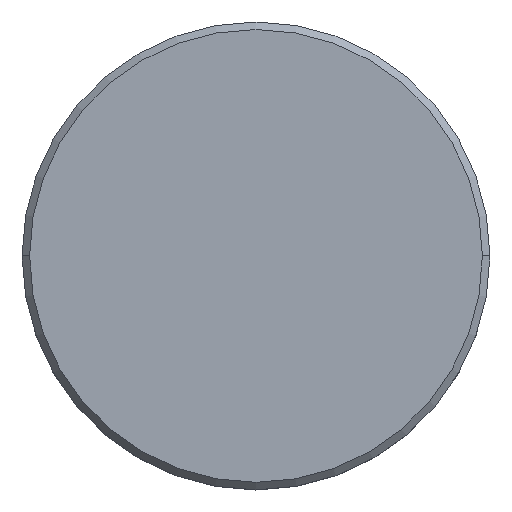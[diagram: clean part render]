
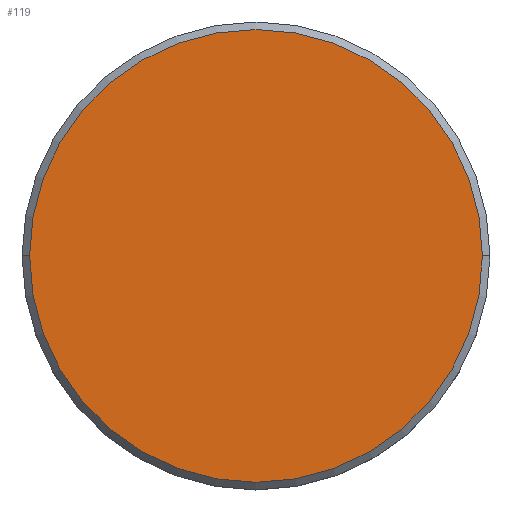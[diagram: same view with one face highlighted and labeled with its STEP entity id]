
A CAD part, top view. The second image highlights one B-rep face of the part: STEP entity #119.
In plain terms, the highlighted planar face has unit normal (0, 0, 1).
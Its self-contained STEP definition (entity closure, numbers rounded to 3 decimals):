
#3 = VERTEX_POINT ( 'NONE', #682 ) ;
#6 = VERTEX_POINT ( 'NONE', #778 ) ;
#20 = ORIENTED_EDGE ( 'NONE', *, *, #196, .T. ) ;
#85 = FACE_OUTER_BOUND ( 'NONE', #768, .T. ) ;
#119 = ADVANCED_FACE ( 'NONE', ( #85 ), #177, .T. ) ;
#177 = PLANE ( 'NONE',  #908 ) ;
#196 = EDGE_CURVE ( 'NONE', #6, #3, #806, .T. ) ;
#279 = DIRECTION ( 'NONE',  ( 0., 0., 1. ) ) ;
#511 = AXIS2_PLACEMENT_3D ( 'NONE', #693, #967, #605 ) ;
#532 = DIRECTION ( 'NONE',  ( 0., 0., 1. ) ) ;
#555 = ORIENTED_EDGE ( 'NONE', *, *, #568, .T. ) ;
#568 = EDGE_CURVE ( 'NONE', #3, #6, #1030, .T. ) ;
#605 = DIRECTION ( 'NONE',  ( 1., 0., 0. ) ) ;
#611 = CARTESIAN_POINT ( 'NONE',  ( 0., 0., 0. ) ) ;
#637 = CARTESIAN_POINT ( 'NONE',  ( 0., 0., 0. ) ) ;
#675 = AXIS2_PLACEMENT_3D ( 'NONE', #637, #532, #1058 ) ;
#682 = CARTESIAN_POINT ( 'NONE',  ( 15., 0., 0. ) ) ;
#693 = CARTESIAN_POINT ( 'NONE',  ( 0., 0., 0. ) ) ;
#727 = DIRECTION ( 'NONE',  ( 1., 0., 0. ) ) ;
#768 = EDGE_LOOP ( 'NONE', ( #20, #555 ) ) ;
#778 = CARTESIAN_POINT ( 'NONE',  ( -15., 0., 0. ) ) ;
#806 = CIRCLE ( 'NONE', #675, 15. ) ;
#908 = AXIS2_PLACEMENT_3D ( 'NONE', #611, #279, #727 ) ;
#967 = DIRECTION ( 'NONE',  ( 0., 0., 1. ) ) ;
#1030 = CIRCLE ( 'NONE', #511, 15. ) ;
#1058 = DIRECTION ( 'NONE',  ( 1., 0., 0. ) ) ;
